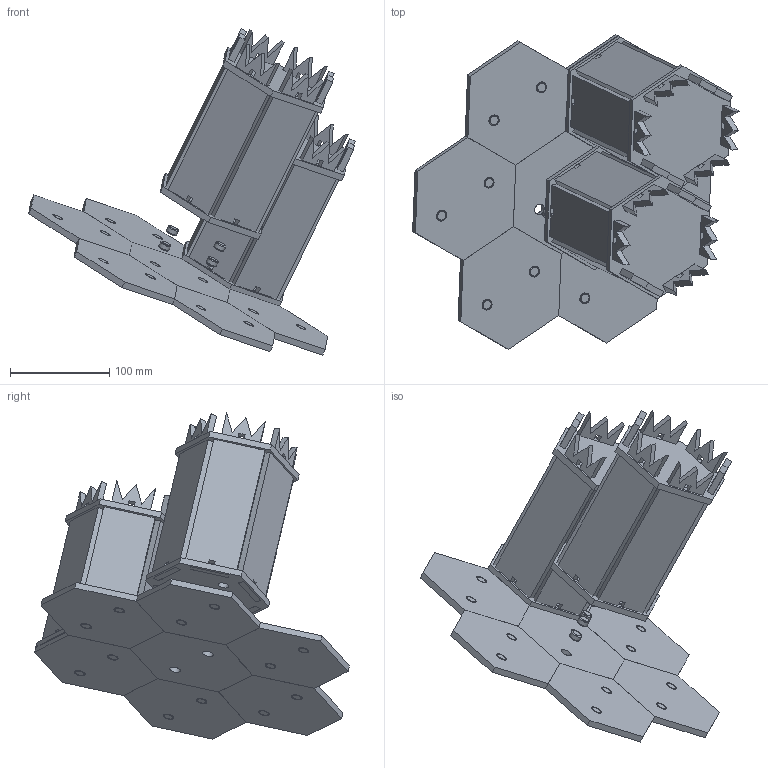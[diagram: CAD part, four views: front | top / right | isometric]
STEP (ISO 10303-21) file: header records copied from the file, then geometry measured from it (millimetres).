
FILE_DESCRIPTION(/* description */ ('STEP AP242','CAx-IF Rec.Pracs.---Representation and Presentation of Product Manufacturing Information (PMI)---4.0---2014-10-13','CAx-IF Rec.Pracs.---3D Tessellated Geometry---0.4---2014-09-14','2;1'),/* implementation_level */ '2;1');
FILE_NAME(/* name */ 'Exploded Obstacle',/* time_stamp */ '2023-09-06T20:02:48Z',/* author */ (''),/* organization */ (''),/* preprocessor_version */ 'ST-DEVELOPER v19.4',/* originating_system */ ' ',/* authorisation */ ' ');
FILE_SCHEMA (('AP242_MANAGED_MODEL_BASED_3D_ENGINEERING_MIM_LF { 1 0 10303 442 1 1 4 }'));
Length unit declared in the file: metre
Products named in the file (6): Exploded Obstacle; Part 6; Part 3; Part 2; Part 1
Assembly tree (39 placements, depth 2):
  Exploded Obstacle
    Part 6  x16
    Part 3  x12
    Part 2  x7
    Part 1  x2
    Part 3  x2
Bounding box: 330.01 x 317.91 x 329.51 mm (x, y, z)
Volume: 1333879.3 mm3; surface area: 510578.9 mm2
Topology: 39 solids, 39 shells, 582 faces, 1480 edges, 976 vertices
Faces by surface type: plane 516, cylinder 34, torus 32
Full cylindrical faces by diameter (mm): 11 x34
Entity records: 3722 total; most frequent: CARTESIAN_POINT 615, DIRECTION 583, ORIENTED_EDGE 558, EDGE_CURVE 279, LINE 267, VECTOR 267, VERTEX_POINT 190, AXIS2_PLACEMENT_3D 158
